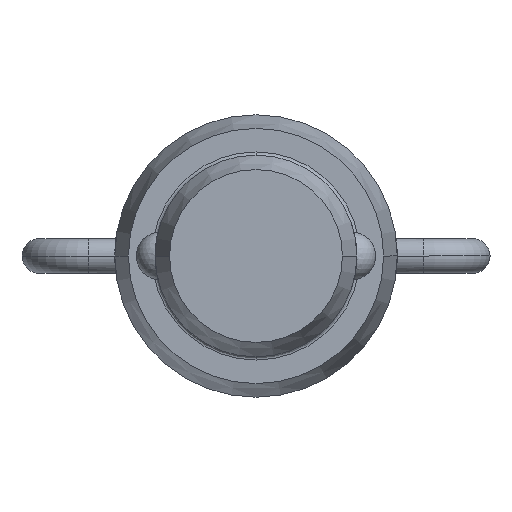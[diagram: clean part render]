
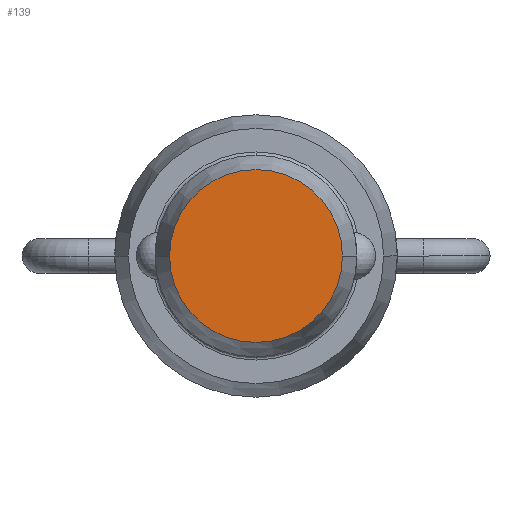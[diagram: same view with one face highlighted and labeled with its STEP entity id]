
A CAD part, front view. The second image highlights one B-rep face of the part: STEP entity #139.
In plain terms, the highlighted planar face has unit normal (0, -1, 0).
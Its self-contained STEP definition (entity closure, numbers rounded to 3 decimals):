
#139=ADVANCED_FACE('',(#278),#279,.T.);
#278=FACE_OUTER_BOUND('',#411,.T.);
#279=PLANE('',#412);
#411=EDGE_LOOP('',(#759,#760));
#412=AXIS2_PLACEMENT_3D('',#761,#762,#763);
#759=ORIENTED_EDGE('',*,*,#905,.T.);
#760=ORIENTED_EDGE('',*,*,#874,.T.);
#761=CARTESIAN_POINT('',(-3.175,-214.884,0.0));
#762=DIRECTION('',(0.,-1.0,0.0));
#763=DIRECTION('',(1.0,0.,0.0));
#874=EDGE_CURVE('',#1070,#1068,#1071,.T.);
#905=EDGE_CURVE('',#1068,#1070,#1109,.T.);
#1068=VERTEX_POINT('',#1411);
#1070=VERTEX_POINT('',#1414);
#1071=CIRCLE('',#1415,5.44);
#1109=CIRCLE('',#1514,5.44);
#1411=CARTESIAN_POINT('',(-5.44,-214.884,0.0));
#1414=CARTESIAN_POINT('',(5.44,-214.884,0.));
#1415=AXIS2_PLACEMENT_3D('',#1686,#1687,#1688);
#1514=AXIS2_PLACEMENT_3D('',#1722,#1723,#1724);
#1686=CARTESIAN_POINT('',(0.0,-214.884,0.0));
#1687=DIRECTION('',(0.,-1.0,0.0));
#1688=DIRECTION('',(-1.0,0.,0.0));
#1722=CARTESIAN_POINT('',(0.0,-214.884,0.0));
#1723=DIRECTION('',(0.,-1.0,0.0));
#1724=DIRECTION('',(-1.0,0.,0.0));
